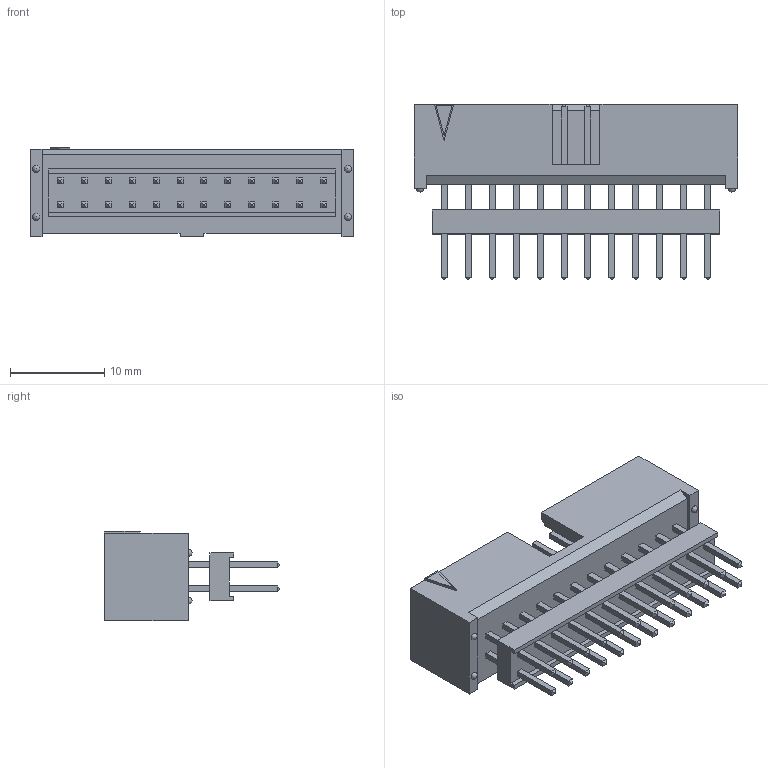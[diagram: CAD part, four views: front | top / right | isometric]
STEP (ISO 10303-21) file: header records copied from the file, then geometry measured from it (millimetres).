
FILE_DESCRIPTION(/* description */ ('STEP AP214'),/* implementation_level */ '2;1');
FILE_NAME(/* name */ 'ZSS-112-02-L-D-540',/* time_stamp */ '2023-10-31T19:08:09+01:00',/* author */ ('License CC BY-ND 4.0'),/* organization */ ('CADENAS'),/* preprocessor_version */ 'ST-DEVELOPER v19.3',/* originating_system */ 'PARTsolutions',/* authorisation */ ' ');
FILE_SCHEMA (('AUTOMOTIVE_DESIGN {1 0 10303 214 3 1 1}'));
Length unit declared in the file: inch
Products named in the file (5): ZSS-112-02-L-D-540; ZSS-112--D_indicator; ZSS-112-02-L-D-540_bsocket; ZSS-112-02-L-D-540_pins; ZSS-112-02-L-D-540_socket
Assembly tree (4 placements, depth 2):
  ZSS-112-02-L-D-540
    ZSS-112--D_indicator
    ZSS-112-02-L-D-540_bsocket
    ZSS-112-02-L-D-540_pins
    ZSS-112-02-L-D-540_socket
Bounding box: 34.29 x 18.54 x 9.47 mm (x, y, z)
Volume: 1770.8 mm3; surface area: 4171.2 mm2
Topology: 4 solids, 4 shells, 683 faces, 1686 edges, 1060 vertices
Faces by surface type: plane 679, sphere 4
Entity records: 19739 total; most frequent: CARTESIAN_POINT 3414, ORIENTED_EDGE 3348, DIRECTION 3054, EDGE_CURVE 1674, LINE 1670, VECTOR 1670, VERTEX_POINT 1052, EDGE_LOOP 832
